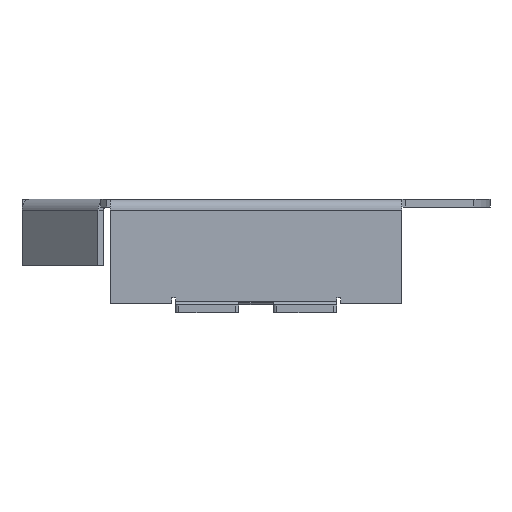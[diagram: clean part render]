
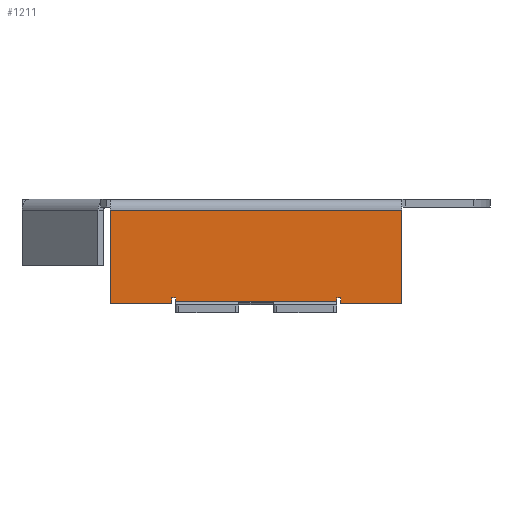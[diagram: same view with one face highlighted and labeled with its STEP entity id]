
A CAD part, left-side view. The second image highlights one B-rep face of the part: STEP entity #1211.
In plain terms, the highlighted planar face has unit normal (-1, 0, 0).
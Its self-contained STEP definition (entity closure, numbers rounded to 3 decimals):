
#1130 = VERTEX_POINT('',#1131);
#1131 = CARTESIAN_POINT('',(-10.65,-4.41,3.25));
#1170 = VERTEX_POINT('',#1171);
#1171 = CARTESIAN_POINT('',(-10.65,4.81,3.25));
#1200 = EDGE_CURVE('',#1170,#1130,#1201,.T.);
#1201 = LINE('',#1202,#1203);
#1202 = CARTESIAN_POINT('',(-10.65,-4.41,3.25));
#1203 = VECTOR('',#1204,1.);
#1204 = DIRECTION('',(0.,-1.,0.));
#1211 = ADVANCED_FACE('',(#1212),#1301,.F.);
#1212 = FACE_BOUND('',#1213,.T.);
#1213 = EDGE_LOOP('',(#1214,#1224,#1232,#1238,#1239,#1247,#1255,#1263,
    #1271,#1279,#1287,#1295));
#1214 = ORIENTED_EDGE('',*,*,#1215,.F.);
#1215 = EDGE_CURVE('',#1216,#1218,#1220,.T.);
#1216 = VERTEX_POINT('',#1217);
#1217 = CARTESIAN_POINT('',(-10.65,-2.475,0.3));
#1218 = VERTEX_POINT('',#1219);
#1219 = CARTESIAN_POINT('',(-10.65,-2.475,0.475));
#1220 = LINE('',#1221,#1222);
#1221 = CARTESIAN_POINT('',(-10.65,-2.475,0.3));
#1222 = VECTOR('',#1223,1.);
#1223 = DIRECTION('',(0.,0.,1.));
#1224 = ORIENTED_EDGE('',*,*,#1225,.T.);
#1225 = EDGE_CURVE('',#1216,#1226,#1228,.T.);
#1226 = VERTEX_POINT('',#1227);
#1227 = CARTESIAN_POINT('',(-10.65,-4.41,0.3));
#1228 = LINE('',#1229,#1230);
#1229 = CARTESIAN_POINT('',(-10.65,0.,0.3));
#1230 = VECTOR('',#1231,1.);
#1231 = DIRECTION('',(0.,-1.,0.));
#1232 = ORIENTED_EDGE('',*,*,#1233,.T.);
#1233 = EDGE_CURVE('',#1226,#1130,#1234,.T.);
#1234 = LINE('',#1235,#1236);
#1235 = CARTESIAN_POINT('',(-10.65,-4.41,0.));
#1236 = VECTOR('',#1237,1.);
#1237 = DIRECTION('',(0.,0.,1.));
#1238 = ORIENTED_EDGE('',*,*,#1200,.F.);
#1239 = ORIENTED_EDGE('',*,*,#1240,.T.);
#1240 = EDGE_CURVE('',#1170,#1241,#1243,.T.);
#1241 = VERTEX_POINT('',#1242);
#1242 = CARTESIAN_POINT('',(-10.65,4.81,0.3));
#1243 = LINE('',#1244,#1245);
#1244 = CARTESIAN_POINT('',(-10.65,4.81,0.));
#1245 = VECTOR('',#1246,1.);
#1246 = DIRECTION('',(0.,-0.,-1.));
#1247 = ORIENTED_EDGE('',*,*,#1248,.T.);
#1248 = EDGE_CURVE('',#1241,#1249,#1251,.T.);
#1249 = VERTEX_POINT('',#1250);
#1250 = CARTESIAN_POINT('',(-10.65,2.875,0.3));
#1251 = LINE('',#1252,#1253);
#1252 = CARTESIAN_POINT('',(-10.65,0.,0.3));
#1253 = VECTOR('',#1254,1.);
#1254 = DIRECTION('',(0.,-1.,0.));
#1255 = ORIENTED_EDGE('',*,*,#1256,.F.);
#1256 = EDGE_CURVE('',#1257,#1249,#1259,.T.);
#1257 = VERTEX_POINT('',#1258);
#1258 = CARTESIAN_POINT('',(-10.65,2.875,0.475));
#1259 = LINE('',#1260,#1261);
#1260 = CARTESIAN_POINT('',(-10.65,2.875,0.475));
#1261 = VECTOR('',#1262,1.);
#1262 = DIRECTION('',(0.,0.,-1.));
#1263 = ORIENTED_EDGE('',*,*,#1264,.F.);
#1264 = EDGE_CURVE('',#1265,#1257,#1267,.T.);
#1265 = VERTEX_POINT('',#1266);
#1266 = CARTESIAN_POINT('',(-10.65,2.75,0.475));
#1267 = LINE('',#1268,#1269);
#1268 = CARTESIAN_POINT('',(-10.65,2.75,0.475));
#1269 = VECTOR('',#1270,1.);
#1270 = DIRECTION('',(0.,1.,0.));
#1271 = ORIENTED_EDGE('',*,*,#1272,.F.);
#1272 = EDGE_CURVE('',#1273,#1265,#1275,.T.);
#1273 = VERTEX_POINT('',#1274);
#1274 = CARTESIAN_POINT('',(-10.65,2.75,0.35));
#1275 = LINE('',#1276,#1277);
#1276 = CARTESIAN_POINT('',(-10.65,2.75,0.35));
#1277 = VECTOR('',#1278,1.);
#1278 = DIRECTION('',(0.,0.,1.));
#1279 = ORIENTED_EDGE('',*,*,#1280,.F.);
#1280 = EDGE_CURVE('',#1281,#1273,#1283,.T.);
#1281 = VERTEX_POINT('',#1282);
#1282 = CARTESIAN_POINT('',(-10.65,-2.35,0.35));
#1283 = LINE('',#1284,#1285);
#1284 = CARTESIAN_POINT('',(-10.65,-2.35,0.35));
#1285 = VECTOR('',#1286,1.);
#1286 = DIRECTION('',(0.,1.,0.));
#1287 = ORIENTED_EDGE('',*,*,#1288,.F.);
#1288 = EDGE_CURVE('',#1289,#1281,#1291,.T.);
#1289 = VERTEX_POINT('',#1290);
#1290 = CARTESIAN_POINT('',(-10.65,-2.35,0.475));
#1291 = LINE('',#1292,#1293);
#1292 = CARTESIAN_POINT('',(-10.65,-2.35,0.475));
#1293 = VECTOR('',#1294,1.);
#1294 = DIRECTION('',(0.,0.,-1.));
#1295 = ORIENTED_EDGE('',*,*,#1296,.F.);
#1296 = EDGE_CURVE('',#1218,#1289,#1297,.T.);
#1297 = LINE('',#1298,#1299);
#1298 = CARTESIAN_POINT('',(-10.65,-2.475,0.475));
#1299 = VECTOR('',#1300,1.);
#1300 = DIRECTION('',(0.,1.,0.));
#1301 = PLANE('',#1302);
#1302 = AXIS2_PLACEMENT_3D('',#1303,#1304,#1305);
#1303 = CARTESIAN_POINT('',(-10.65,0.,0.));
#1304 = DIRECTION('',(1.,0.,0.));
#1305 = DIRECTION('',(0.,0.,-1.));
